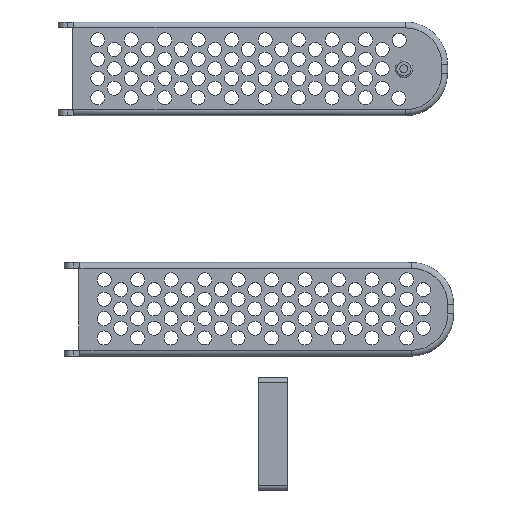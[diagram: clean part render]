
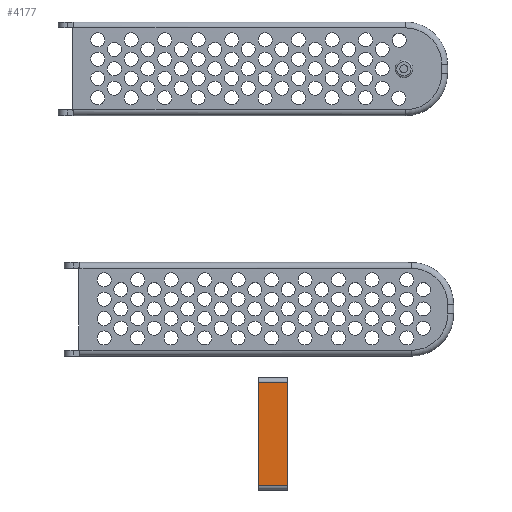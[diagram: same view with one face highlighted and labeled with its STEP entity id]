
A CAD part, top view. The second image highlights one B-rep face of the part: STEP entity #4177.
In plain terms, the highlighted planar face has unit normal (0, 0, 1).
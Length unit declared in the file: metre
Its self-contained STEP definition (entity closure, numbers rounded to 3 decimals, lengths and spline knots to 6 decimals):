
#75=LINE('',#6811,#205);
#76=LINE('',#6815,#206);
#88=LINE('',#6863,#218);
#89=LINE('',#6864,#219);
#205=VECTOR('',#5588,1.);
#206=VECTOR('',#5593,1.);
#218=VECTOR('',#5637,1.);
#219=VECTOR('',#5638,1.);
#307=PLANE('',#4653);
#1002=ORIENTED_EDGE('',*,*,#1741,.T.);
#1003=ORIENTED_EDGE('',*,*,#1717,.T.);
#1004=ORIENTED_EDGE('',*,*,#1742,.F.);
#1005=ORIENTED_EDGE('',*,*,#1719,.T.);
#1717=EDGE_CURVE('',#2172,#2171,#75,.F.);
#1719=EDGE_CURVE('',#2173,#2174,#76,.F.);
#1741=EDGE_CURVE('',#2174,#2172,#88,.T.);
#1742=EDGE_CURVE('',#2173,#2171,#89,.T.);
#2171=VERTEX_POINT('',#6810);
#2172=VERTEX_POINT('',#6812);
#2173=VERTEX_POINT('',#6816);
#2174=VERTEX_POINT('',#6817);
#3066=EDGE_LOOP('',(#1002,#1003,#1004,#1005));
#3727=FACE_BOUND('',#3066,.T.);
#4177=ADVANCED_FACE('',(#3727),#307,.F.);
#4653=AXIS2_PLACEMENT_3D('',#6862,#5635,#5636);
#5588=DIRECTION('',(-1.,0.,0.));
#5593=DIRECTION('',(1.,0.,0.));
#5635=DIRECTION('',(0.,0.,-1.));
#5636=DIRECTION('',(0.,1.,0.));
#5637=DIRECTION('',(0.,-1.,0.));
#5638=DIRECTION('',(0.,-1.,0.));
#6810=CARTESIAN_POINT('',(0.00625,-0.054069,0.008));
#6811=CARTESIAN_POINT('',(0.00625,-0.054069,0.008));
#6812=CARTESIAN_POINT('',(0.,-0.054069,0.008));
#6815=CARTESIAN_POINT('',(0.00625,-0.032048,0.008));
#6816=CARTESIAN_POINT('',(0.00625,-0.032048,0.008));
#6817=CARTESIAN_POINT('',(0.,-0.032048,0.008));
#6862=CARTESIAN_POINT('',(0.00625,-0.043058,0.008));
#6863=CARTESIAN_POINT('',(0.,-0.043058,0.008));
#6864=CARTESIAN_POINT('',(0.00625,-0.043058,0.008));
